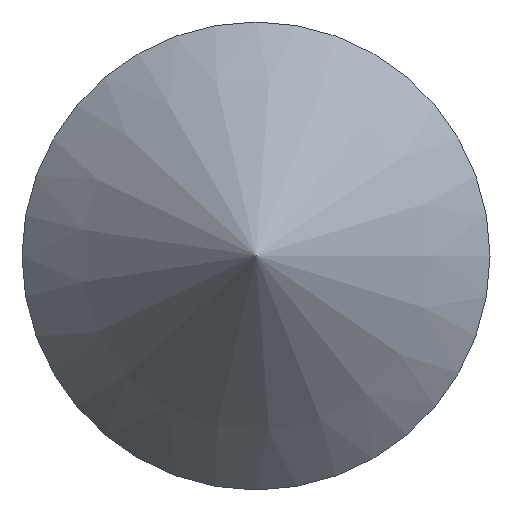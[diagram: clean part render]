
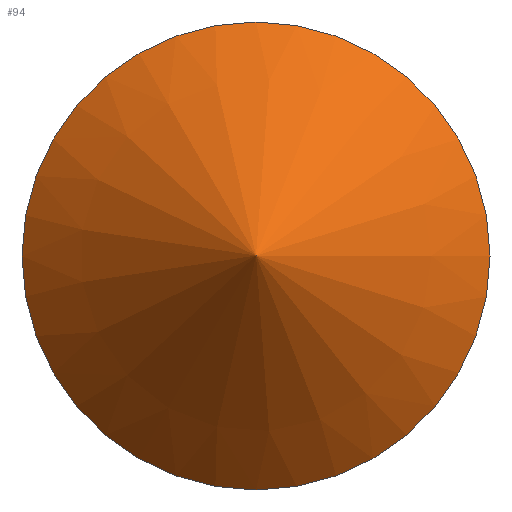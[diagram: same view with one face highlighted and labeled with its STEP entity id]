
A CAD part, top view. The second image highlights one B-rep face of the part: STEP entity #94.
In plain terms, the highlighted conical face has half-angle 45 degrees and reference radius 0 mm.
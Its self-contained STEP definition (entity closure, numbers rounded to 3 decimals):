
#79=VERTEX_LOOP('',#85);
#80=CONICAL_SURFACE('',#110,0.,0.785);
#82=ORIENTED_EDGE('',*,*,#83,.T.);
#83=EDGE_CURVE('',#84,#84,#86,.T.);
#84=VERTEX_POINT('',#170);
#85=VERTEX_POINT('',#172);
#86=CIRCLE('',#109,25.);
#88=EDGE_LOOP('',(#82));
#90=FACE_BOUND('',#88,.T.);
#91=FACE_BOUND('',#79,.T.);
#94=ADVANCED_FACE('',(#90,#91),#80,.T.);
#109=AXIS2_PLACEMENT_3D('',#169,#131,#132);
#110=AXIS2_PLACEMENT_3D('',#171,#133,#134);
#131=DIRECTION('',(0.,0.,1.));
#132=DIRECTION('',(1.,0.,0.));
#133=DIRECTION('',(0.,0.,-1.));
#134=DIRECTION('',(1.,0.,0.));
#169=CARTESIAN_POINT('',(0.,0.,0.));
#170=CARTESIAN_POINT('',(25.,0.,0.));
#171=CARTESIAN_POINT('',(0.,0.,25.));
#172=CARTESIAN_POINT('',(0.,0.,25.));
